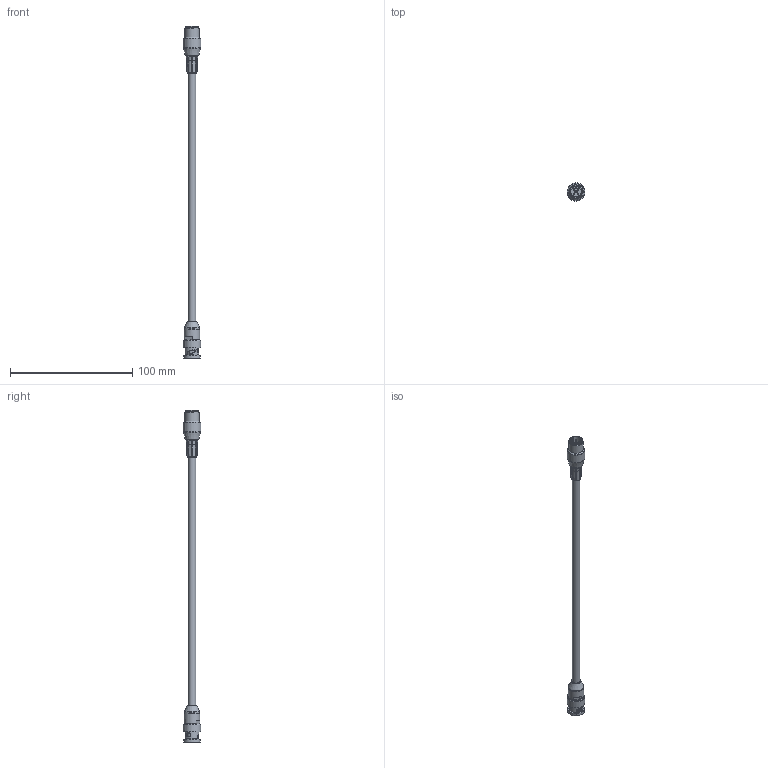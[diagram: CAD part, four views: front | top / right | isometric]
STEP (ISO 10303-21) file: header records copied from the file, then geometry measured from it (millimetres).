
FILE_DESCRIPTION(/* description */ (''),/* implementation_level */ '2;1');
FILE_NAME(/* name */ 'CMX2154.stp',/* time_stamp */ '2017-05-08T11:58:13-04:00',/* author */ ('aneininger'),/* organization */ ('CONNECTION TECHNOLOGY CENTER'),/* preprocessor_version */ 'ST-DEVELOPER v16.5',/* originating_system */ 'Autodesk Inventor 2017',/* authorisation */ '');
FILE_SCHEMA (('AUTOMOTIVE_DESIGN { 1 0 10303 214 3 1 1 }'));
Length unit declared in the file: inch
Products named in the file (1): CMX2154
Bounding box: 14.56 x 14.56 x 271.91 mm (x, y, z)
Volume: 12698 mm3; surface area: 9897.1 mm2
Topology: 1 solids, 8 shells, 407 faces, 1023 edges, 649 vertices
Faces by surface type: plane 178, cylinder 132, bspline 36, torus 33, cone 23, sphere 5
Full cylindrical faces by diameter (mm): 0.991 x5, 1.27 x5, 1.397 x4, 1.524 x1, 1.676 x1, 1.905 x1, 1.981 x1, 2.032 x1, 3.175 x1, 3.81 x1, 3.988 x4, 4.142 x4, 4.953 x1, 6.223 x1, 7.62 x1, 8.382 x1, 8.433 x1, 9.525 x1, 9.779 x1, 9.906 x1, 9.944 x1, 10.414 x1, 10.922 x1, 11.303 x1, 11.836 x1, 12.7 x2, 13.716 x1, 13.843 x1, 14.5 x1, 14.58 x1
Entity records: 14330 total; most frequent: CARTESIAN_POINT 4595, DIRECTION 1928, ORIENTED_EDGE 1850, EDGE_CURVE 925, AXIS2_PLACEMENT_3D 776, VERTEX_POINT 625, EDGE_LOOP 518, STYLED_ITEM 407
